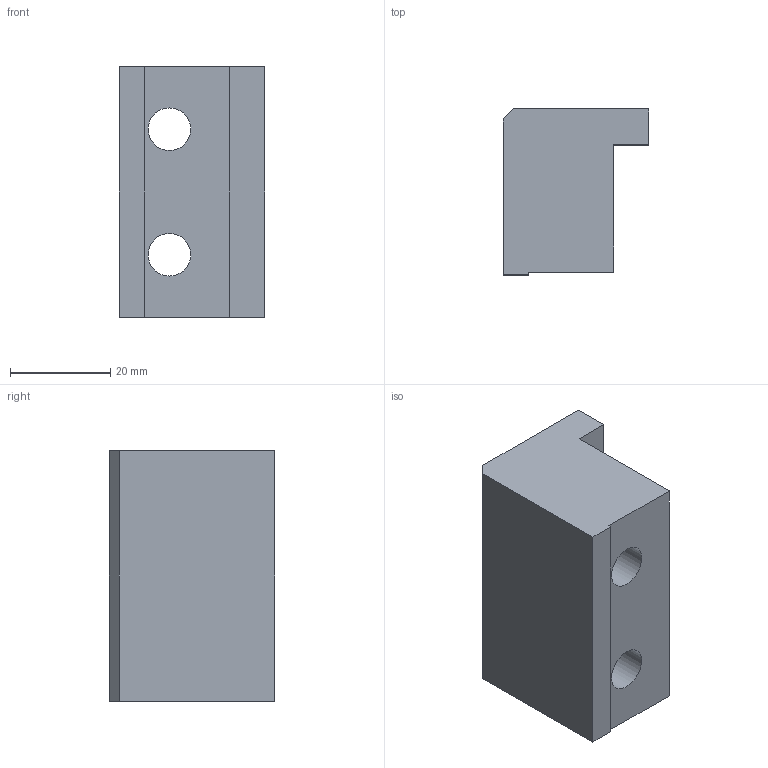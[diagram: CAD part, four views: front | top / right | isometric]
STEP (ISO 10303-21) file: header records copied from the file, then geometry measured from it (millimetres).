
FILE_DESCRIPTION(/* description */ ('Blocchetto L=50 mm M8 prof. cava 8 mm per GR-80'),/* implementation_level */ '2;1');
FILE_NAME(/* name */ 'SPM80C08-50-GR.stp',/* time_stamp */ '2025-03-21T17:57:04+01:00',/* author */ ('Davide'),/* organization */ (''),/* preprocessor_version */ 'ST-DEVELOPER v20',/* originating_system */ 'Autodesk Inventor 2024',/* authorisation */ '');
FILE_SCHEMA (('AUTOMOTIVE_DESIGN { 1 0 10303 214 3 1 1 }'));
Length unit declared in the file: millimetre
Products named in the file (1): SPM80C08-50-GR
Bounding box: 29 x 33 x 50 mm (x, y, z)
Volume: 32919.3 mm3; surface area: 9474.3 mm2
Topology: 1 solids, 1 shells, 17 faces, 39 edges, 26 vertices
Faces by surface type: plane 13, cylinder 4
Full cylindrical faces by diameter (mm): 8.5 x2, 14 x2
Entity records: 532 total; most frequent: DIRECTION 83, CARTESIAN_POINT 83, ORIENTED_EDGE 78, EDGE_CURVE 39, LINE 31, VECTOR 31, VERTEX_POINT 26, AXIS2_PLACEMENT_3D 26
